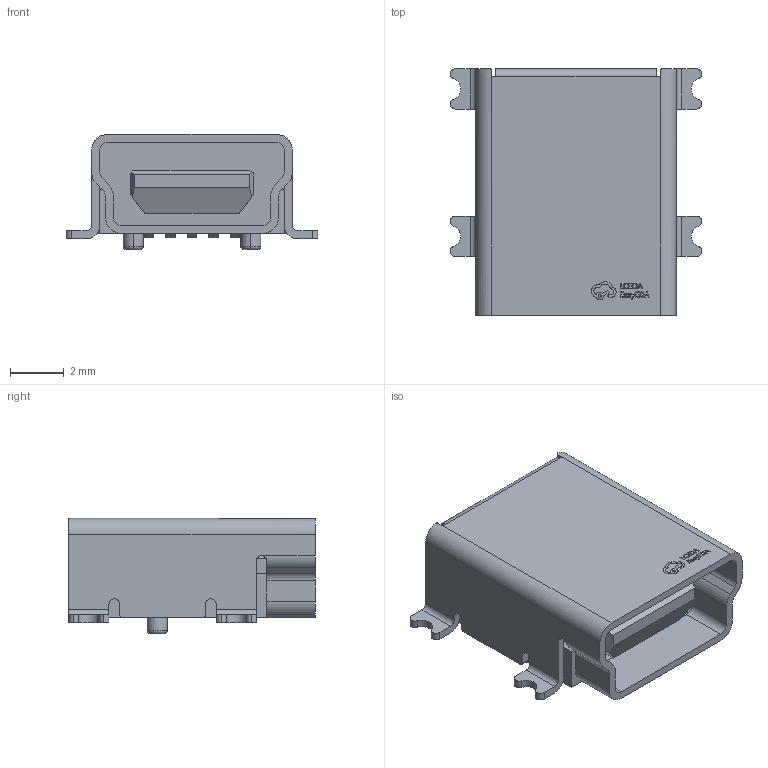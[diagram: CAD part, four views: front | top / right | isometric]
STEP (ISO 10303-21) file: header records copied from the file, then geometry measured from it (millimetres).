
FILE_DESCRIPTION (( 'STEP AP214' ), '1' );
FILE_NAME ('MINI-USB-SMD_UX-144S-ACP5.step', '2022-07-08T03:50:16', ( '' ), ( '' ), 'SwSTEP 2.0', 'SolidWorks 2020', '' );
FILE_SCHEMA (( 'AUTOMOTIVE_DESIGN' ));
Length unit declared in the file: millimetre
Products named in the file (1): MINI-USB-SMD_UX-144S-ACP5
Bounding box: 9.4 x 9.2 x 4.3 mm (x, y, z)
Volume: 166.6 mm3; surface area: 583.4 mm2
Topology: 2 solids, 2 shells, 489 faces, 1342 edges, 890 vertices
Faces by surface type: plane 286, bspline 112, cylinder 87, torus 4
Entity records: 21537 total; most frequent: CARTESIAN_POINT 4936, ORIENTED_EDGE 2684, DIRECTION 2032, EDGE_CURVE 1342, VECTOR 932, LINE 932, VERTEX_POINT 890, AXIS2_PLACEMENT_3D 550
